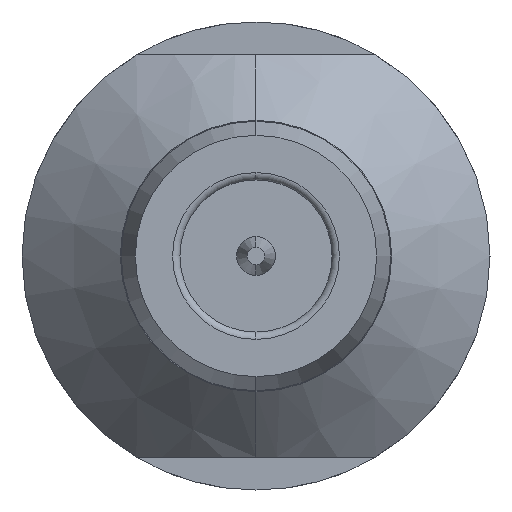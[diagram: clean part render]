
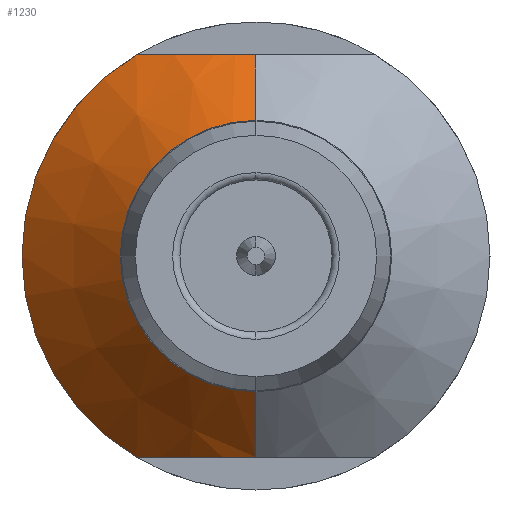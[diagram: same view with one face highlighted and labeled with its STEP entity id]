
A CAD part, left-side view. The second image highlights one B-rep face of the part: STEP entity #1230.
In plain terms, the highlighted conical face has half-angle 45 degrees and reference radius 3.2 mm.
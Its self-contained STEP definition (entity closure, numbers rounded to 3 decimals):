
#73 = CARTESIAN_POINT ( 'NONE',  ( 7.02, 1.381, 2.75 ) ) ;
#193 = CARTESIAN_POINT ( 'NONE',  ( 6.741, 0.569, 2.75 ) ) ;
#204 = DIRECTION ( 'NONE',  ( 0., 0., 1. ) ) ;
#272 = CARTESIAN_POINT ( 'NONE',  ( 6.695, 0.288, -2.75 ) ) ;
#293 = CARTESIAN_POINT ( 'NONE',  ( 6.862, 0.981, -2.75 ) ) ;
#337 = ORIENTED_EDGE ( 'NONE', *, *, #2092, .F. ) ;
#386 = AXIS2_PLACEMENT_3D ( 'NONE', #4258, #2212, #204 ) ;
#402 = CARTESIAN_POINT ( 'NONE',  ( 5.8, 0., 1.855 ) ) ;
#417 = CARTESIAN_POINT ( 'NONE',  ( 7.145, 1.636, -2.75 ) ) ;
#430 = VERTEX_POINT ( 'NONE', #744 ) ;
#440 = VERTEX_POINT ( 'NONE', #402 ) ;
#601 = DIRECTION ( 'NONE',  ( 1., 0., 0. ) ) ;
#615 = CIRCLE ( 'NONE', #2433, 3.2 ) ;
#640 = CARTESIAN_POINT ( 'NONE',  ( 7.02, 1.381, -2.75 ) ) ;
#654 = VERTEX_POINT ( 'NONE', #4013 ) ;
#673 = DIRECTION ( 'NONE',  ( -1., 0., 0. ) ) ;
#744 = CARTESIAN_POINT ( 'NONE',  ( 7.145, 1.636, 2.75 ) ) ;
#987 = CARTESIAN_POINT ( 'NONE',  ( 7.145, 1.636, -2.75 ) ) ;
#1069 = VERTEX_POINT ( 'NONE', #2840 ) ;
#1230 = ADVANCED_FACE ( 'NONE', ( #2991 ), #3373, .T. ) ;
#1232 = CARTESIAN_POINT ( 'NONE',  ( 6.695, 0., 2.75 ) ) ;
#1279 = EDGE_CURVE ( 'NONE', #430, #2431, #615, .T. ) ;
#1309 = CARTESIAN_POINT ( 'NONE',  ( 6.695, 0., -2.75 ) ) ;
#1389 = DIRECTION ( 'NONE',  ( 0.707, 0., -0.707 ) ) ;
#1464 = VECTOR ( 'NONE', #1389, 1000. ) ;
#1576 = CARTESIAN_POINT ( 'NONE',  ( 5.8, 0., -1.855 ) ) ;
#1667 = CARTESIAN_POINT ( 'NONE',  ( 7.08, 1.51, 2.75 ) ) ;
#1682 = EDGE_CURVE ( 'NONE', #430, #1069, #3847, .T. ) ;
#1792 = AXIS2_PLACEMENT_3D ( 'NONE', #2264, #601, #1953 ) ;
#1827 = VERTEX_POINT ( 'NONE', #1576 ) ;
#1835 = EDGE_CURVE ( 'NONE', #1827, #654, #3264, .T. ) ;
#1874 = LINE ( 'NONE', #2832, #2763 ) ;
#1953 = DIRECTION ( 'NONE',  ( 0., 0., -1. ) ) ;
#2054 = ORIENTED_EDGE ( 'NONE', *, *, #3737, .F. ) ;
#2092 = EDGE_CURVE ( 'NONE', #440, #1827, #3412, .T. ) ;
#2108 = ORIENTED_EDGE ( 'NONE', *, *, #4044, .T. ) ;
#2212 = DIRECTION ( 'NONE',  ( -1., 0., 0. ) ) ;
#2264 = CARTESIAN_POINT ( 'NONE',  ( 7.145, 0., 0. ) ) ;
#2286 = EDGE_LOOP ( 'NONE', ( #337, #2108, #3359, #3107, #2054, #4196 ) ) ;
#2308 = CARTESIAN_POINT ( 'NONE',  ( 6.741, 0.569, -2.75 ) ) ;
#2431 = VERTEX_POINT ( 'NONE', #417 ) ;
#2433 = AXIS2_PLACEMENT_3D ( 'NONE', #2685, #673, #3034 ) ;
#2447 = B_SPLINE_CURVE_WITH_KNOTS ( 'NONE', 3,
 ( #1309, #272, #2308, #293, #2653, #640, #3001, #987 ),
 .UNSPECIFIED., .F., .F.,
 ( 4, 2, 2, 4 ),
 ( 0.004, 0.005, 0.005, 0.005 ),
 .UNSPECIFIED. ) ;
#2489 = DIRECTION ( 'NONE',  ( 0.707, 0., 0.707 ) ) ;
#2653 = CARTESIAN_POINT ( 'NONE',  ( 6.911, 1.117, -2.75 ) ) ;
#2685 = CARTESIAN_POINT ( 'NONE',  ( 7.145, 0., 0. ) ) ;
#2763 = VECTOR ( 'NONE', #2489, 1000. ) ;
#2832 = CARTESIAN_POINT ( 'NONE',  ( 7.145, 0., 3.2 ) ) ;
#2840 = CARTESIAN_POINT ( 'NONE',  ( 6.695, 0., 2.75 ) ) ;
#2879 = CARTESIAN_POINT ( 'NONE',  ( 6.695, 0.288, 2.75 ) ) ;
#2991 = FACE_OUTER_BOUND ( 'NONE', #2286, .T. ) ;
#2994 = CARTESIAN_POINT ( 'NONE',  ( 7.145, 1.636, 2.75 ) ) ;
#3001 = CARTESIAN_POINT ( 'NONE',  ( 7.08, 1.51, -2.75 ) ) ;
#3034 = DIRECTION ( 'NONE',  ( 0., 0., 1. ) ) ;
#3107 = ORIENTED_EDGE ( 'NONE', *, *, #1279, .T. ) ;
#3221 = CARTESIAN_POINT ( 'NONE',  ( 6.911, 1.117, 2.75 ) ) ;
#3264 = LINE ( 'NONE', #3426, #1464 ) ;
#3359 = ORIENTED_EDGE ( 'NONE', *, *, #1682, .F. ) ;
#3373 = CONICAL_SURFACE ( 'NONE', #1792, 3.2, 0.785 ) ;
#3412 = CIRCLE ( 'NONE', #386, 1.855 ) ;
#3426 = CARTESIAN_POINT ( 'NONE',  ( 7.145, 0., -3.2 ) ) ;
#3529 = CARTESIAN_POINT ( 'NONE',  ( 6.862, 0.981, 2.75 ) ) ;
#3737 = EDGE_CURVE ( 'NONE', #654, #2431, #2447, .T. ) ;
#3847 = B_SPLINE_CURVE_WITH_KNOTS ( 'NONE', 3,
 ( #2994, #1667, #73, #3221, #3529, #193, #2879, #1232 ),
 .UNSPECIFIED., .F., .F.,
 ( 4, 2, 2, 4 ),
 ( 0.002, 0.002, 0.002, 0.003 ),
 .UNSPECIFIED. ) ;
#4013 = CARTESIAN_POINT ( 'NONE',  ( 6.695, 0., -2.75 ) ) ;
#4044 = EDGE_CURVE ( 'NONE', #440, #1069, #1874, .T. ) ;
#4196 = ORIENTED_EDGE ( 'NONE', *, *, #1835, .F. ) ;
#4258 = CARTESIAN_POINT ( 'NONE',  ( 5.8, 0., 0. ) ) ;
